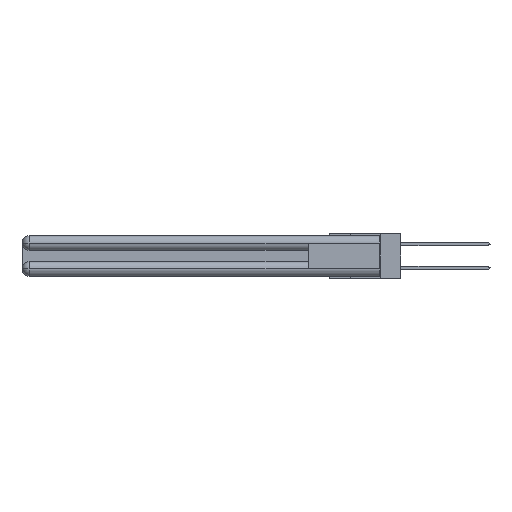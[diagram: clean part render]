
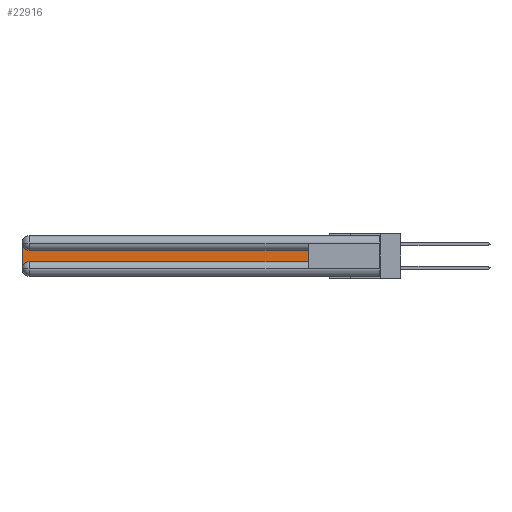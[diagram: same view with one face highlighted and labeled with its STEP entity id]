
A CAD part, left-side view. The second image highlights one B-rep face of the part: STEP entity #22916.
In plain terms, the highlighted planar face has unit normal (-1, 0, 0).
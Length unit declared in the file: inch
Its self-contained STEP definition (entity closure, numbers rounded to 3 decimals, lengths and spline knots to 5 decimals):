
#460 = VERTEX_POINT ( 'NONE', #31685 ) ;
#998 = AXIS2_PLACEMENT_3D ( 'NONE', #5571, #5685, #23139 ) ;
#2208 = CIRCLE ( 'NONE', #2885, 0.06 ) ;
#2466 = CARTESIAN_POINT ( 'NONE',  ( 0.075, 3., -0.0625 ) ) ;
#2885 = AXIS2_PLACEMENT_3D ( 'NONE', #3812, #3602, #26366 ) ;
#3264 = ORIENTED_EDGE ( 'NONE', *, *, #28931, .T. ) ;
#3602 = DIRECTION ( 'NONE',  ( 1., 0., 0. ) ) ;
#3768 = VERTEX_POINT ( 'NONE', #31001 ) ;
#3812 = CARTESIAN_POINT ( 'NONE',  ( 0.075, 2.94, -0.0625 ) ) ;
#4189 = LINE ( 'NONE', #30882, #25440 ) ;
#4752 = AXIS2_PLACEMENT_3D ( 'NONE', #25447, #18059, #10103 ) ;
#5571 = CARTESIAN_POINT ( 'NONE',  ( 0.075, 3., -0.1225 ) ) ;
#5685 = DIRECTION ( 'NONE',  ( 1., 0., 0. ) ) ;
#6596 = CIRCLE ( 'NONE', #4752, 0.06 ) ;
#8273 = VECTOR ( 'NONE', #26505, 39.37008 ) ;
#10103 = DIRECTION ( 'NONE',  ( 0., 0., -1. ) ) ;
#10177 = DIRECTION ( 'NONE',  ( 0., 0., 1. ) ) ;
#10725 = VERTEX_POINT ( 'NONE', #22240 ) ;
#11233 = EDGE_CURVE ( 'NONE', #10725, #460, #13201, .T. ) ;
#11300 = CARTESIAN_POINT ( 'NONE',  ( 0.075, 0.6, -0.1225 ) ) ;
#11601 = VERTEX_POINT ( 'NONE', #2466 ) ;
#13201 = LINE ( 'NONE', #27386, #17565 ) ;
#15221 = CARTESIAN_POINT ( 'NONE',  ( 0.075, 0.6, -0.2175 ) ) ;
#15514 = DIRECTION ( 'NONE',  ( 0., 0., -1. ) ) ;
#15886 = LINE ( 'NONE', #21232, #8273 ) ;
#16587 = LINE ( 'NONE', #15221, #29056 ) ;
#16900 = ORIENTED_EDGE ( 'NONE', *, *, #27497, .T. ) ;
#17326 = EDGE_CURVE ( 'NONE', #460, #22061, #16587, .T. ) ;
#17565 = VECTOR ( 'NONE', #29993, 39.37008 ) ;
#17703 = VERTEX_POINT ( 'NONE', #32552 ) ;
#18059 = DIRECTION ( 'NONE',  ( 1., 0., 0. ) ) ;
#18804 = ORIENTED_EDGE ( 'NONE', *, *, #11233, .T. ) ;
#18850 = ORIENTED_EDGE ( 'NONE', *, *, #32894, .T. ) ;
#19628 = EDGE_LOOP ( 'NONE', ( #3264, #26039, #18850, #16900, #18804, #32259 ) ) ;
#19940 = EDGE_CURVE ( 'NONE', #17703, #11601, #2208, .T. ) ;
#20916 = PLANE ( 'NONE',  #998 ) ;
#21232 = CARTESIAN_POINT ( 'NONE',  ( 0.075, 0.6, -0.1225 ) ) ;
#22061 = VERTEX_POINT ( 'NONE', #11300 ) ;
#22240 = CARTESIAN_POINT ( 'NONE',  ( 0.075, 2.94, -0.2175 ) ) ;
#22916 = ADVANCED_FACE ( 'NONE', ( #32423 ), #20916, .F. ) ;
#23139 = DIRECTION ( 'NONE',  ( 0., 0., -1. ) ) ;
#25440 = VECTOR ( 'NONE', #15514, 39.37008 ) ;
#25447 = CARTESIAN_POINT ( 'NONE',  ( 0.075, 2.94, -0.2775 ) ) ;
#26039 = ORIENTED_EDGE ( 'NONE', *, *, #19940, .T. ) ;
#26366 = DIRECTION ( 'NONE',  ( 0., 0., -1. ) ) ;
#26505 = DIRECTION ( 'NONE',  ( 0., 1., 0. ) ) ;
#27386 = CARTESIAN_POINT ( 'NONE',  ( 0.075, 0.6, -0.2175 ) ) ;
#27497 = EDGE_CURVE ( 'NONE', #3768, #10725, #6596, .T. ) ;
#28931 = EDGE_CURVE ( 'NONE', #22061, #17703, #15886, .T. ) ;
#29056 = VECTOR ( 'NONE', #10177, 39.37008 ) ;
#29993 = DIRECTION ( 'NONE',  ( 0., -1., 0. ) ) ;
#30882 = CARTESIAN_POINT ( 'NONE',  ( 0.075, 3., -0.2175 ) ) ;
#31001 = CARTESIAN_POINT ( 'NONE',  ( 0.075, 3., -0.2775 ) ) ;
#31685 = CARTESIAN_POINT ( 'NONE',  ( 0.075, 0.6, -0.2175 ) ) ;
#32259 = ORIENTED_EDGE ( 'NONE', *, *, #17326, .T. ) ;
#32423 = FACE_OUTER_BOUND ( 'NONE', #19628, .T. ) ;
#32552 = CARTESIAN_POINT ( 'NONE',  ( 0.075, 2.94, -0.1225 ) ) ;
#32894 = EDGE_CURVE ( 'NONE', #11601, #3768, #4189, .T. ) ;
